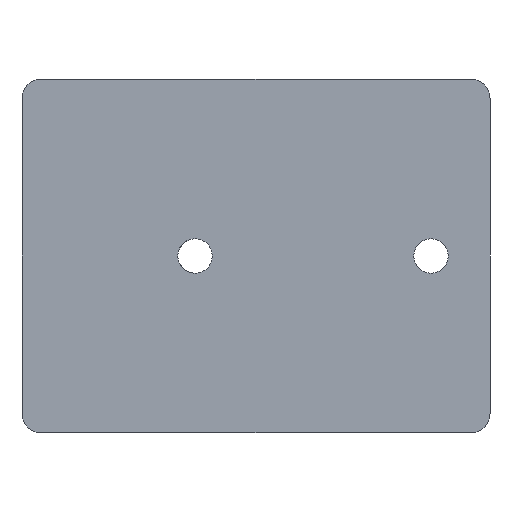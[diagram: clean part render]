
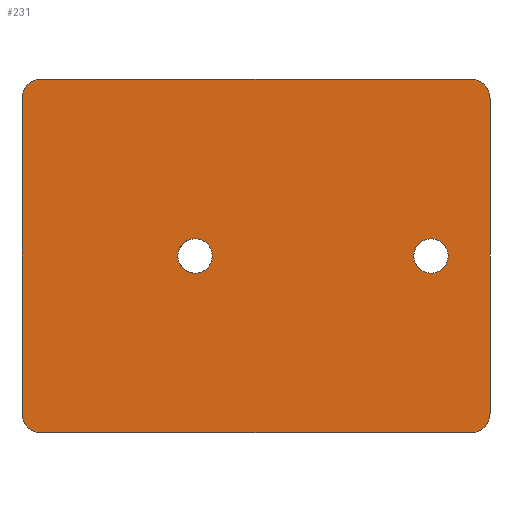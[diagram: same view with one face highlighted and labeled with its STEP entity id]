
A CAD part, left-side view. The second image highlights one B-rep face of the part: STEP entity #231.
In plain terms, the highlighted planar face has unit normal (-1, 0, 0).
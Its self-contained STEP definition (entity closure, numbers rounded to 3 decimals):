
#38=AXIS2_PLACEMENT_3D('Circle Axis2P3D',#36,#37,$) ;
#82=AXIS2_PLACEMENT_3D('Plane Axis2P3D',#79,#80,#81) ;
#95=AXIS2_PLACEMENT_3D('Circle Axis2P3D',#93,#94,$) ;
#109=AXIS2_PLACEMENT_3D('Circle Axis2P3D',#107,#108,$) ;
#123=AXIS2_PLACEMENT_3D('Circle Axis2P3D',#121,#122,$) ;
#137=AXIS2_PLACEMENT_3D('Circle Axis2P3D',#135,#136,$) ;
#36=CARTESIAN_POINT('Axis2P3D Location',(0.,30.,18.)) ;
#40=CARTESIAN_POINT('Vertex',(0.,30.,16.25)) ;
#42=CARTESIAN_POINT('Vertex',(0.,30.,19.75)) ;
#79=CARTESIAN_POINT('Axis2P3D Location',(0.,0.,0.)) ;
#84=CARTESIAN_POINT('Line Origine',(0.,0.,18.)) ;
#88=CARTESIAN_POINT('Vertex',(0.,0.,34.)) ;
#90=CARTESIAN_POINT('Vertex',(0.,0.,2.)) ;
#93=CARTESIAN_POINT('Axis2P3D Location',(0.,2.,34.)) ;
#97=CARTESIAN_POINT('Vertex',(0.,2.,36.)) ;
#100=CARTESIAN_POINT('Line Origine',(0.,23.8,36.)) ;
#104=CARTESIAN_POINT('Vertex',(0.,45.6,36.)) ;
#107=CARTESIAN_POINT('Axis2P3D Location',(0.,45.6,34.)) ;
#111=CARTESIAN_POINT('Vertex',(0.,47.6,34.)) ;
#114=CARTESIAN_POINT('Line Origine',(0.,47.6,18.)) ;
#118=CARTESIAN_POINT('Vertex',(0.,47.6,2.)) ;
#121=CARTESIAN_POINT('Axis2P3D Location',(0.,45.6,2.)) ;
#125=CARTESIAN_POINT('Vertex',(0.,45.6,0.)) ;
#128=CARTESIAN_POINT('Line Origine',(0.,23.8,0.)) ;
#132=CARTESIAN_POINT('Vertex',(0.,2.,0.)) ;
#135=CARTESIAN_POINT('Axis2P3D Location',(0.,2.,2.)) ;
#151=CARTESIAN_POINT('Control Point',(0.,30.,19.75)) ;
#152=CARTESIAN_POINT('Control Point',(0.,30.194,19.75)) ;
#153=CARTESIAN_POINT('Control Point',(0.,30.389,19.723)) ;
#154=CARTESIAN_POINT('Control Point',(0.,30.578,19.669)) ;
#155=CARTESIAN_POINT('Control Point',(0.,30.937,19.51)) ;
#156=CARTESIAN_POINT('Control Point',(0.,31.239,19.259)) ;
#157=CARTESIAN_POINT('Control Point',(0.,31.371,19.113)) ;
#158=CARTESIAN_POINT('Control Point',(0.,31.592,18.789)) ;
#159=CARTESIAN_POINT('Control Point',(0.,31.717,18.416)) ;
#160=CARTESIAN_POINT('Control Point',(0.,31.752,18.222)) ;
#161=CARTESIAN_POINT('Control Point',(0.,31.769,17.83)) ;
#162=CARTESIAN_POINT('Control Point',(0.,31.678,17.448)) ;
#163=CARTESIAN_POINT('Control Point',(0.,31.606,17.265)) ;
#164=CARTESIAN_POINT('Control Point',(0.,31.413,16.923)) ;
#165=CARTESIAN_POINT('Control Point',(0.,31.135,16.646)) ;
#166=CARTESIAN_POINT('Control Point',(0.,30.977,16.528)) ;
#167=CARTESIAN_POINT('Control Point',(0.,30.692,16.372)) ;
#168=CARTESIAN_POINT('Control Point',(0.,30.381,16.285)) ;
#169=CARTESIAN_POINT('Control Point',(0.,30.255,16.262)) ;
#170=CARTESIAN_POINT('Control Point',(0.,30.127,16.25)) ;
#171=CARTESIAN_POINT('Control Point',(0.,30.,16.25)) ;
#178=CARTESIAN_POINT('Control Point',(0.,6.,16.25)) ;
#179=CARTESIAN_POINT('Control Point',(0.,5.806,16.25)) ;
#180=CARTESIAN_POINT('Control Point',(0.,5.611,16.277)) ;
#181=CARTESIAN_POINT('Control Point',(0.,5.422,16.331)) ;
#182=CARTESIAN_POINT('Control Point',(0.,5.063,16.49)) ;
#183=CARTESIAN_POINT('Control Point',(0.,4.761,16.741)) ;
#184=CARTESIAN_POINT('Control Point',(0.,4.629,16.887)) ;
#185=CARTESIAN_POINT('Control Point',(0.,4.408,17.211)) ;
#186=CARTESIAN_POINT('Control Point',(0.,4.283,17.584)) ;
#187=CARTESIAN_POINT('Control Point',(0.,4.248,17.778)) ;
#188=CARTESIAN_POINT('Control Point',(0.,4.231,18.17)) ;
#189=CARTESIAN_POINT('Control Point',(0.,4.322,18.552)) ;
#190=CARTESIAN_POINT('Control Point',(0.,4.394,18.735)) ;
#191=CARTESIAN_POINT('Control Point',(0.,4.587,19.077)) ;
#192=CARTESIAN_POINT('Control Point',(0.,4.865,19.354)) ;
#193=CARTESIAN_POINT('Control Point',(0.,5.023,19.472)) ;
#194=CARTESIAN_POINT('Control Point',(0.,5.308,19.628)) ;
#195=CARTESIAN_POINT('Control Point',(0.,5.619,19.715)) ;
#196=CARTESIAN_POINT('Control Point',(0.,5.745,19.738)) ;
#197=CARTESIAN_POINT('Control Point',(0.,5.873,19.75)) ;
#198=CARTESIAN_POINT('Control Point',(0.,6.,19.75)) ;
#199=CARTESIAN_POINT('Vertex',(0.,6.,16.25)) ;
#201=CARTESIAN_POINT('Vertex',(0.,6.,19.75)) ;
#205=CARTESIAN_POINT('Control Point',(0.,6.,19.75)) ;
#206=CARTESIAN_POINT('Control Point',(0.,6.194,19.75)) ;
#207=CARTESIAN_POINT('Control Point',(0.,6.389,19.723)) ;
#208=CARTESIAN_POINT('Control Point',(0.,6.578,19.669)) ;
#209=CARTESIAN_POINT('Control Point',(0.,6.937,19.51)) ;
#210=CARTESIAN_POINT('Control Point',(0.,7.239,19.259)) ;
#211=CARTESIAN_POINT('Control Point',(0.,7.371,19.113)) ;
#212=CARTESIAN_POINT('Control Point',(0.,7.592,18.789)) ;
#213=CARTESIAN_POINT('Control Point',(0.,7.717,18.416)) ;
#214=CARTESIAN_POINT('Control Point',(0.,7.752,18.222)) ;
#215=CARTESIAN_POINT('Control Point',(0.,7.769,17.83)) ;
#216=CARTESIAN_POINT('Control Point',(0.,7.678,17.448)) ;
#217=CARTESIAN_POINT('Control Point',(0.,7.606,17.265)) ;
#218=CARTESIAN_POINT('Control Point',(0.,7.413,16.923)) ;
#219=CARTESIAN_POINT('Control Point',(0.,7.135,16.646)) ;
#220=CARTESIAN_POINT('Control Point',(0.,6.977,16.528)) ;
#221=CARTESIAN_POINT('Control Point',(0.,6.692,16.372)) ;
#222=CARTESIAN_POINT('Control Point',(0.,6.381,16.285)) ;
#223=CARTESIAN_POINT('Control Point',(0.,6.255,16.262)) ;
#224=CARTESIAN_POINT('Control Point',(0.,6.127,16.25)) ;
#225=CARTESIAN_POINT('Control Point',(0.,6.,16.25)) ;
#37=DIRECTION('Axis2P3D Direction',(1.,0.,0.)) ;
#80=DIRECTION('Axis2P3D Direction',(1.,-0.,0.)) ;
#81=DIRECTION('Axis2P3D XDirection',(0.,0.,-1.)) ;
#85=DIRECTION('Vector Direction',(0.,0.,-1.)) ;
#94=DIRECTION('Axis2P3D Direction',(1.,-0.,0.)) ;
#101=DIRECTION('Vector Direction',(0.,-1.,0.)) ;
#108=DIRECTION('Axis2P3D Direction',(1.,-0.,0.)) ;
#115=DIRECTION('Vector Direction',(0.,0.,1.)) ;
#122=DIRECTION('Axis2P3D Direction',(1.,-0.,0.)) ;
#129=DIRECTION('Vector Direction',(0.,1.,0.)) ;
#136=DIRECTION('Axis2P3D Direction',(1.,-0.,0.)) ;
#86=VECTOR('Line Direction',#85,1.) ;
#102=VECTOR('Line Direction',#101,1.) ;
#116=VECTOR('Line Direction',#115,1.) ;
#130=VECTOR('Line Direction',#129,1.) ;
#141=ORIENTED_EDGE('',*,*,#92,.F.) ;
#142=ORIENTED_EDGE('',*,*,#99,.F.) ;
#143=ORIENTED_EDGE('',*,*,#106,.F.) ;
#144=ORIENTED_EDGE('',*,*,#113,.F.) ;
#145=ORIENTED_EDGE('',*,*,#120,.F.) ;
#146=ORIENTED_EDGE('',*,*,#127,.F.) ;
#147=ORIENTED_EDGE('',*,*,#134,.F.) ;
#148=ORIENTED_EDGE('',*,*,#139,.F.) ;
#174=ORIENTED_EDGE('',*,*,#44,.F.) ;
#175=ORIENTED_EDGE('',*,*,#172,.F.) ;
#228=ORIENTED_EDGE('',*,*,#203,.F.) ;
#229=ORIENTED_EDGE('',*,*,#226,.F.) ;
#176=FACE_BOUND('',#173,.T.) ;
#230=FACE_BOUND('',#227,.T.) ;
#231=ADVANCED_FACE('Koerper.2',(#149,#176,#230),#83,.F.) ;
#150=B_SPLINE_CURVE_WITH_KNOTS('',5,(#151,#152,#153,#154,#155,#156,#157,#158,#159,#160,#161,#162,#163,#164,#165,#166,#167,#168,#169,#170,#171),.UNSPECIFIED.,.F.,.U.,(6,3,3,3,3,3,6),(0.,1.375,2.749,4.124,5.499,6.874,7.775),.UNSPECIFIED.) ;
#177=B_SPLINE_CURVE_WITH_KNOTS('',5,(#178,#179,#180,#181,#182,#183,#184,#185,#186,#187,#188,#189,#190,#191,#192,#193,#194,#195,#196,#197,#198),.UNSPECIFIED.,.F.,.U.,(6,3,3,3,3,3,6),(0.,1.375,2.749,4.124,5.499,6.874,7.775),.UNSPECIFIED.) ;
#204=B_SPLINE_CURVE_WITH_KNOTS('',5,(#205,#206,#207,#208,#209,#210,#211,#212,#213,#214,#215,#216,#217,#218,#219,#220,#221,#222,#223,#224,#225),.UNSPECIFIED.,.F.,.U.,(6,3,3,3,3,3,6),(0.,1.375,2.749,4.124,5.499,6.874,7.775),.UNSPECIFIED.) ;
#39=CIRCLE('generated circle',#38,1.75) ;
#96=CIRCLE('generated circle',#95,2.) ;
#110=CIRCLE('generated circle',#109,2.) ;
#124=CIRCLE('generated circle',#123,2.) ;
#138=CIRCLE('generated circle',#137,2.) ;
#44=EDGE_CURVE('',#41,#43,#39,.F.) ;
#92=EDGE_CURVE('',#89,#91,#87,.T.) ;
#99=EDGE_CURVE('',#98,#89,#96,.T.) ;
#106=EDGE_CURVE('',#105,#98,#103,.T.) ;
#113=EDGE_CURVE('',#112,#105,#110,.T.) ;
#120=EDGE_CURVE('',#119,#112,#117,.T.) ;
#127=EDGE_CURVE('',#126,#119,#124,.T.) ;
#134=EDGE_CURVE('',#133,#126,#131,.T.) ;
#139=EDGE_CURVE('',#91,#133,#138,.T.) ;
#172=EDGE_CURVE('',#43,#41,#150,.T.) ;
#203=EDGE_CURVE('',#200,#202,#177,.T.) ;
#226=EDGE_CURVE('',#202,#200,#204,.T.) ;
#140=EDGE_LOOP('',(#141,#142,#143,#144,#145,#146,#147,#148)) ;
#173=EDGE_LOOP('',(#174,#175)) ;
#227=EDGE_LOOP('',(#228,#229)) ;
#149=FACE_OUTER_BOUND('',#140,.T.) ;
#87=LINE('Line',#84,#86) ;
#103=LINE('Line',#100,#102) ;
#117=LINE('Line',#114,#116) ;
#131=LINE('Line',#128,#130) ;
#83=PLANE('',#82) ;
#41=VERTEX_POINT('',#40) ;
#43=VERTEX_POINT('',#42) ;
#89=VERTEX_POINT('',#88) ;
#91=VERTEX_POINT('',#90) ;
#98=VERTEX_POINT('',#97) ;
#105=VERTEX_POINT('',#104) ;
#112=VERTEX_POINT('',#111) ;
#119=VERTEX_POINT('',#118) ;
#126=VERTEX_POINT('',#125) ;
#133=VERTEX_POINT('',#132) ;
#200=VERTEX_POINT('',#199) ;
#202=VERTEX_POINT('',#201) ;
